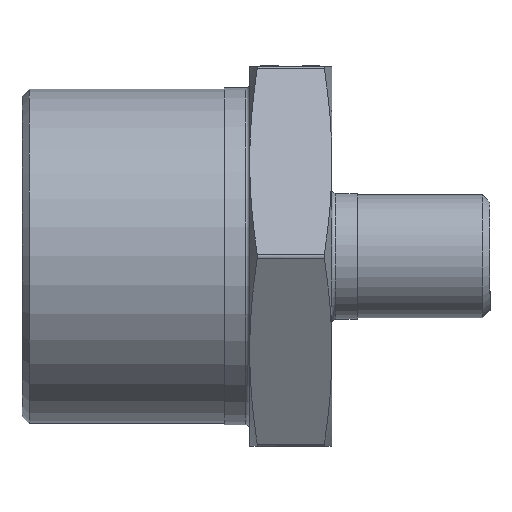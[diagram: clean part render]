
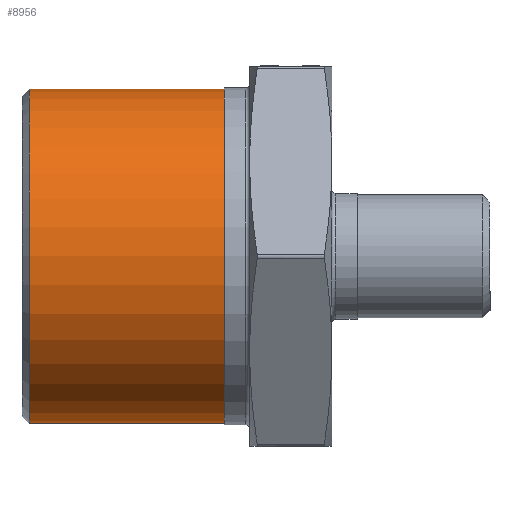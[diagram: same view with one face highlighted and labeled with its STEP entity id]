
A CAD part, front view. The second image highlights one B-rep face of the part: STEP entity #8956.
In plain terms, the highlighted cylindrical face has radius 13.22 mm (diameter 26.441 mm), a full revolution.
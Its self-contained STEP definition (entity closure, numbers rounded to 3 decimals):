
#582 = ORIENTED_EDGE ( 'NONE', *, *, #14356, .F. ) ;
#589 = ORIENTED_EDGE ( 'NONE', *, *, #14371, .T. ) ;
#1410 = DIRECTION ( 'NONE',  ( -1., 0., 0. ) ) ;
#1411 = DIRECTION ( 'NONE',  ( 0., 0., 1. ) ) ;
#1414 = CARTESIAN_POINT ( 'NONE',  ( -20.675, 0., 0. ) ) ;
#1672 = CARTESIAN_POINT ( 'NONE',  ( -5.25, 0., 0. ) ) ;
#1704 = DIRECTION ( 'NONE',  ( -1., 0., 0. ) ) ;
#1706 = DIRECTION ( 'NONE',  ( 0., 0., 1. ) ) ;
#2669 = AXIS2_PLACEMENT_3D ( 'NONE', #1414, #1410, #1411 ) ;
#2675 = CIRCLE ( 'NONE', #2669, 13.22 ) ;
#2679 = AXIS2_PLACEMENT_3D ( 'NONE', #1672, #1704, #1706 ) ;
#2693 = CIRCLE ( 'NONE', #2679, 13.22 ) ;
#5489 = EDGE_LOOP ( 'NONE', ( #582 ) ) ;
#5600 = EDGE_LOOP ( 'NONE', ( #589 ) ) ;
#7314 = FACE_OUTER_BOUND ( 'NONE', #5489, .T. ) ;
#7328 = DIRECTION ( 'NONE',  ( 0., 0., 1. ) ) ;
#7347 = FACE_OUTER_BOUND ( 'NONE', #5600, .T. ) ;
#7353 = CYLINDRICAL_SURFACE ( 'NONE', #9365, 13.22 ) ;
#7356 = CARTESIAN_POINT ( 'NONE',  ( 0., 0., 0. ) ) ;
#7357 = DIRECTION ( 'NONE',  ( -1., 0., 0. ) ) ;
#8956 = ADVANCED_FACE ( 'NONE', ( #7347, #7314 ), #7353, .T. ) ;
#9365 = AXIS2_PLACEMENT_3D ( 'NONE', #7356, #7357, #7328 ) ;
#12054 = CARTESIAN_POINT ( 'NONE',  ( -5.25, 0., 13.22 ) ) ;
#12066 = CARTESIAN_POINT ( 'NONE',  ( -20.675, 0., 13.22 ) ) ;
#12084 = VERTEX_POINT ( 'NONE', #12066 ) ;
#12087 = VERTEX_POINT ( 'NONE', #12054 ) ;
#14356 = EDGE_CURVE ( 'NONE', #12084, #12084, #2675, .T. ) ;
#14371 = EDGE_CURVE ( 'NONE', #12087, #12087, #2693, .T. ) ;
